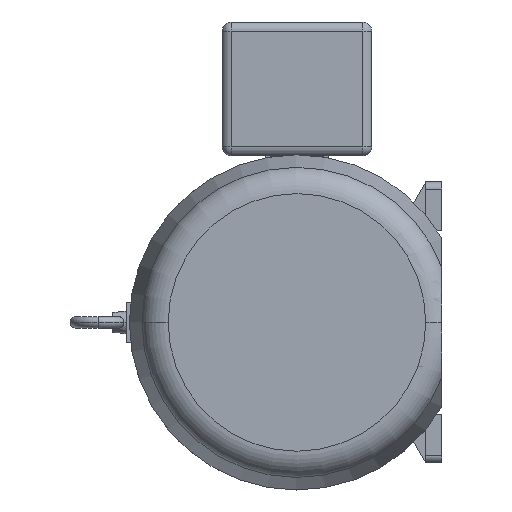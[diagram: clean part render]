
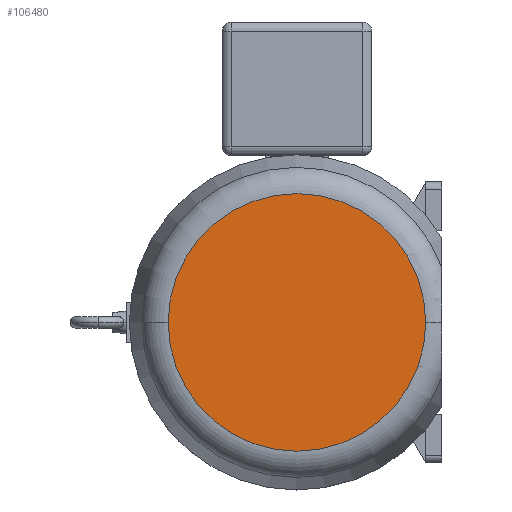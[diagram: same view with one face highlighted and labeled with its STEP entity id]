
A CAD part, left-side view. The second image highlights one B-rep face of the part: STEP entity #106480.
In plain terms, the highlighted planar face has unit normal (-1, 0, 0).
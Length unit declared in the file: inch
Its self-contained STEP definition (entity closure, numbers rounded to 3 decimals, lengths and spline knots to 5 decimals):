
#1343 = DIRECTION ( 'NONE',  ( 0., -1., 0. ) ) ;
#3949 = EDGE_CURVE ( 'Defeatured_0_44+Defeatured_0_36+Defeatured_0_36+Defeatured_0_36', #125105, #118699, #205928, .T. ) ;
#5428 = CARTESIAN_POINT ( 'NONE',  ( -39.39, 0., 0. ) ) ;
#6253 = DIRECTION ( 'NONE',  ( 1., 0., 0. ) ) ;
#11267 = EDGE_LOOP ( 'NONE', ( #69037, #157324 ) ) ;
#17741 = CARTESIAN_POINT ( 'NONE',  ( -39.39, 0., 0. ) ) ;
#18094 = DIRECTION ( 'NONE',  ( 0., -1., 0. ) ) ;
#19102 = CARTESIAN_POINT ( 'NONE',  ( -39.39, 7.1076, 0. ) ) ;
#50225 = DIRECTION ( 'NONE',  ( 0., -1., 0. ) ) ;
#57884 = AXIS2_PLACEMENT_3D ( 'NONE', #5428, #117112, #1343 ) ;
#58457 = EDGE_CURVE ( 'Defeatured_0_44+Defeatured_0_36+Defeatured_0_36+Defeatured_0_36', #118699, #125105, #151322, .T. ) ;
#66126 = DIRECTION ( 'NONE',  ( 1., 0., 0. ) ) ;
#69037 = ORIENTED_EDGE ( 'NONE', *, *, #58457, .F. ) ;
#106480 = ADVANCED_FACE ( 'Defeatured_0_36', ( #128786 ), #160110, .F. ) ;
#108011 = CARTESIAN_POINT ( 'NONE',  ( -39.39, -7.1076, 0. ) ) ;
#110017 = AXIS2_PLACEMENT_3D ( 'NONE', #19102, #66126, #18094 ) ;
#117112 = DIRECTION ( 'NONE',  ( 1., 0., 0. ) ) ;
#118699 = VERTEX_POINT ( 'NONE', #108011 ) ;
#125105 = VERTEX_POINT ( 'NONE', #163084 ) ;
#128786 = FACE_OUTER_BOUND ( 'NONE', #11267, .T. ) ;
#151322 = CIRCLE ( 'NONE', #57884, 7.1076 ) ;
#157324 = ORIENTED_EDGE ( 'NONE', *, *, #3949, .F. ) ;
#160110 = PLANE ( 'NONE',  #110017 ) ;
#163084 = CARTESIAN_POINT ( 'NONE',  ( -39.39, 7.1076, 0. ) ) ;
#199291 = AXIS2_PLACEMENT_3D ( 'NONE', #17741, #6253, #50225 ) ;
#205928 = CIRCLE ( 'NONE', #199291, 7.1076 ) ;
